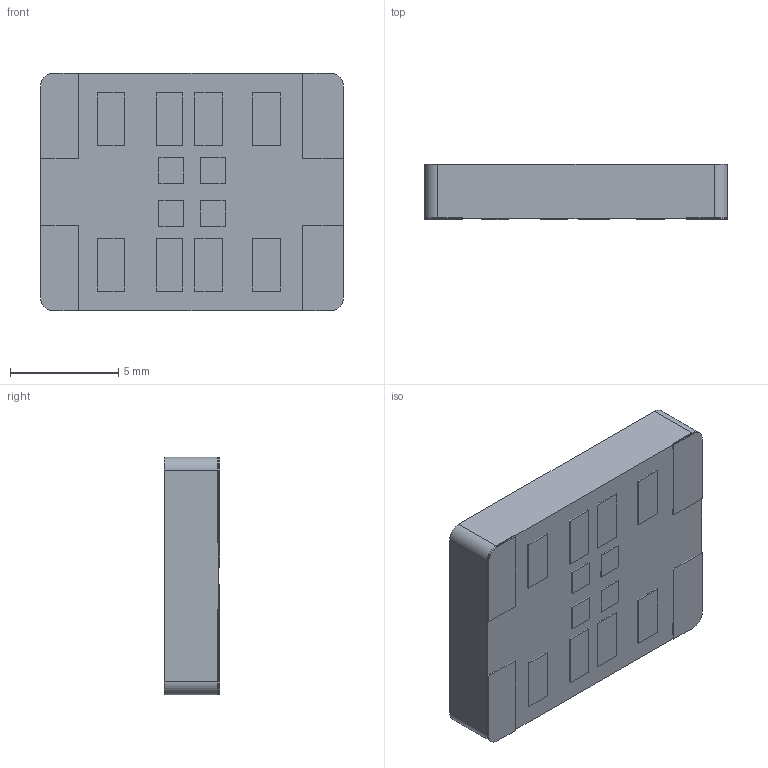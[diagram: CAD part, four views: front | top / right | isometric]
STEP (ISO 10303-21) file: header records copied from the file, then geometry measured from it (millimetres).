
FILE_DESCRIPTION(/* description */ (''),/* implementation_level */ '2;1');
FILE_NAME(/* name */ 'ELV1411A v1.step',/* time_stamp */ '2024-06-23T19:16:22+02:00',/* author */ (''),/* organization */ (''),/* preprocessor_version */ 'ST-DEVELOPER v20',/* originating_system */ 'Autodesk Translation Framework v12.14.0.127',/* authorisation */ '');
FILE_SCHEMA (('AUTOMOTIVE_DESIGN { 1 0 10303 214 3 1 1 }'));
Length unit declared in the file: millimetre
Products named in the file (1): ELV1411A
Bounding box: 14 x 2.55 x 11 mm (x, y, z)
Volume: 390.1 mm3; surface area: 559 mm2
Topology: 17 solids, 17 shells, 110 faces, 228 edges, 152 vertices
Faces by surface type: plane 102, cylinder 8
Entity records: 2892 total; most frequent: CARTESIAN_POINT 491, DIRECTION 466, ORIENTED_EDGE 456, EDGE_CURVE 228, LINE 212, VECTOR 212, VERTEX_POINT 152, AXIS2_PLACEMENT_3D 127
